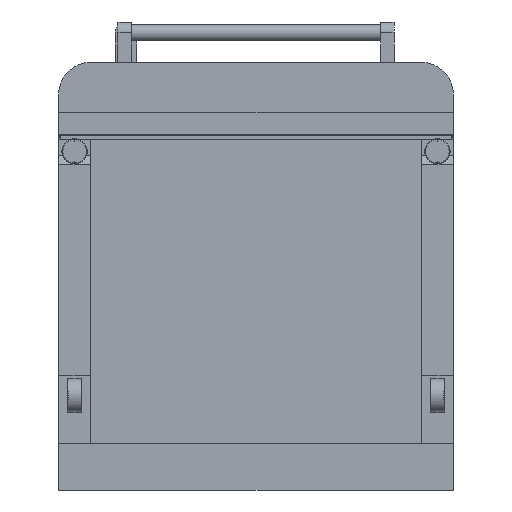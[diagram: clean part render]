
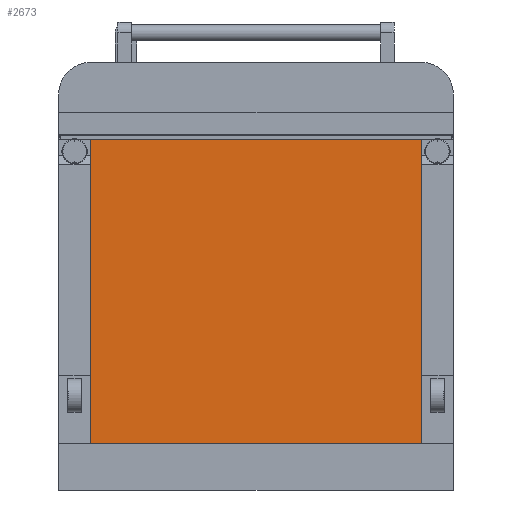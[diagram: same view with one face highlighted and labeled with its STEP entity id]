
A CAD part, front view. The second image highlights one B-rep face of the part: STEP entity #2673.
In plain terms, the highlighted planar face has unit normal (0, -1, 0).
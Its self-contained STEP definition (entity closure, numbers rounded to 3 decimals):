
#29 = ORIENTED_EDGE ( 'NONE', *, *, #3104, .F. ) ;
#86 = VERTEX_POINT ( 'NONE', #3929 ) ;
#169 = LINE ( 'NONE', #4791, #3037 ) ;
#223 = VERTEX_POINT ( 'NONE', #2431 ) ;
#316 = PLANE ( 'NONE',  #1508 ) ;
#613 = DIRECTION ( 'NONE',  ( -1., 0., 0. ) ) ;
#788 = VECTOR ( 'NONE', #613, 1000. ) ;
#864 = CARTESIAN_POINT ( 'NONE',  ( -246., -928.35, -280. ) ) ;
#901 = VECTOR ( 'NONE', #2469, 1000. ) ;
#1088 = CARTESIAN_POINT ( 'NONE',  ( -293., -928.35, -210.4 ) ) ;
#1122 = ORIENTED_EDGE ( 'NONE', *, *, #3044, .T. ) ;
#1224 = EDGE_CURVE ( 'NONE', #1439, #86, #1699, .T. ) ;
#1327 = EDGE_LOOP ( 'NONE', ( #1122, #2860, #29, #3891 ) ) ;
#1439 = VERTEX_POINT ( 'NONE', #5015 ) ;
#1508 = AXIS2_PLACEMENT_3D ( 'NONE', #3029, #3435, #4305 ) ;
#1699 = LINE ( 'NONE', #2577, #788 ) ;
#2042 = VERTEX_POINT ( 'NONE', #3796 ) ;
#2272 = DIRECTION ( 'NONE',  ( -1., 0., 0. ) ) ;
#2367 = EDGE_CURVE ( 'NONE', #223, #2042, #3886, .T. ) ;
#2431 = CARTESIAN_POINT ( 'NONE',  ( 246., -928.35, -210.4 ) ) ;
#2469 = DIRECTION ( 'NONE',  ( 0., 0., 1. ) ) ;
#2502 = DIRECTION ( 'NONE',  ( 0., 0., 1. ) ) ;
#2577 = CARTESIAN_POINT ( 'NONE',  ( -246., -928.35, 240. ) ) ;
#2673 = ADVANCED_FACE ( 'NONE', ( #3259 ), #316, .F. ) ;
#2860 = ORIENTED_EDGE ( 'NONE', *, *, #1224, .T. ) ;
#3029 = CARTESIAN_POINT ( 'NONE',  ( -246., -928.35, -280. ) ) ;
#3037 = VECTOR ( 'NONE', #2502, 1000. ) ;
#3044 = EDGE_CURVE ( 'NONE', #223, #1439, #169, .T. ) ;
#3104 = EDGE_CURVE ( 'NONE', #2042, #86, #4480, .T. ) ;
#3259 = FACE_OUTER_BOUND ( 'NONE', #1327, .T. ) ;
#3435 = DIRECTION ( 'NONE',  ( 0., 1., 0. ) ) ;
#3688 = VECTOR ( 'NONE', #2272, 1000. ) ;
#3796 = CARTESIAN_POINT ( 'NONE',  ( -246., -928.35, -210.4 ) ) ;
#3886 = LINE ( 'NONE', #1088, #3688 ) ;
#3891 = ORIENTED_EDGE ( 'NONE', *, *, #2367, .F. ) ;
#3929 = CARTESIAN_POINT ( 'NONE',  ( -246., -928.35, 240. ) ) ;
#4305 = DIRECTION ( 'NONE',  ( 0., 0., 1. ) ) ;
#4480 = LINE ( 'NONE', #864, #901 ) ;
#4791 = CARTESIAN_POINT ( 'NONE',  ( 246., -928.35, -280. ) ) ;
#5015 = CARTESIAN_POINT ( 'NONE',  ( 246., -928.35, 240. ) ) ;
